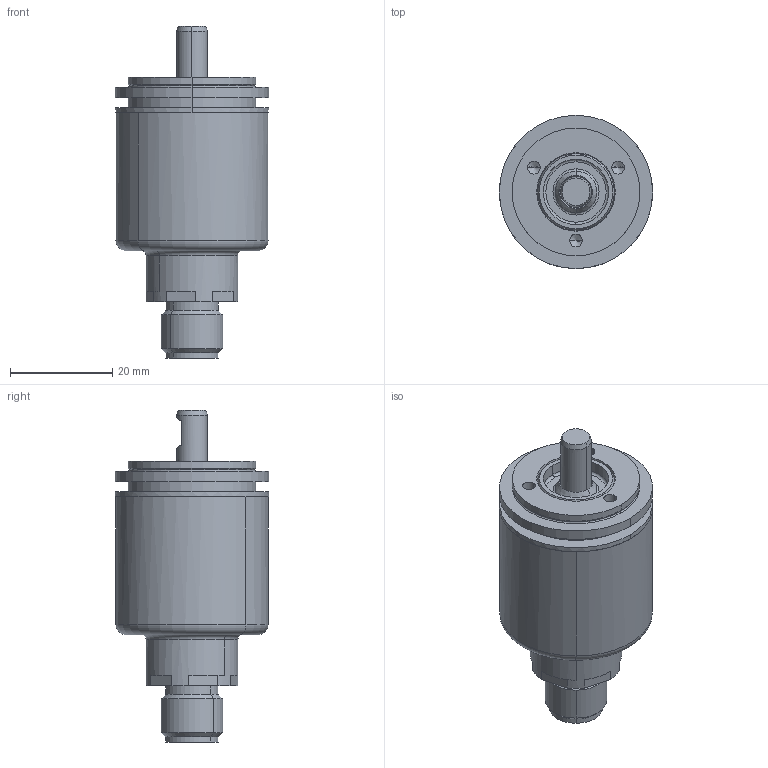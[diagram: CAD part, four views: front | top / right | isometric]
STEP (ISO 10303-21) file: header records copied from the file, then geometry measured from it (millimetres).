
FILE_DESCRIPTION((''),'2;1');
FILE_NAME('617512','2010-10-14T',('se2802'),(''),'PRO/ENGINEER BY PARAMETRIC TECHNOLOGY CORPORATION, 2010180','PRO/ENGINEER BY PARAMETRIC TECHNOLOGY CORPORATION, 2010180','');
FILE_SCHEMA(('CONFIG_CONTROL_DESIGN'));
Length unit declared in the file: millimetre
Products named in the file (1): 617512
Bounding box: 30 x 30 x 65 mm (x, y, z)
Volume: 15179.5 mm3; surface area: 11403.1 mm2
Topology: 2 solids, 2 shells, 246 faces, 582 edges, 361 vertices
Faces by surface type: cylinder 104, plane 76, cone 45, torus 21
Entity records: 7387 total; most frequent: CARTESIAN_POINT 1507, DIRECTION 1347, ORIENTED_EDGE 1136, EDGE_CURVE 568, AXIS2_PLACEMENT_3D 561, VERTEX_POINT 361, CIRCLE 315, EDGE_LOOP 287
